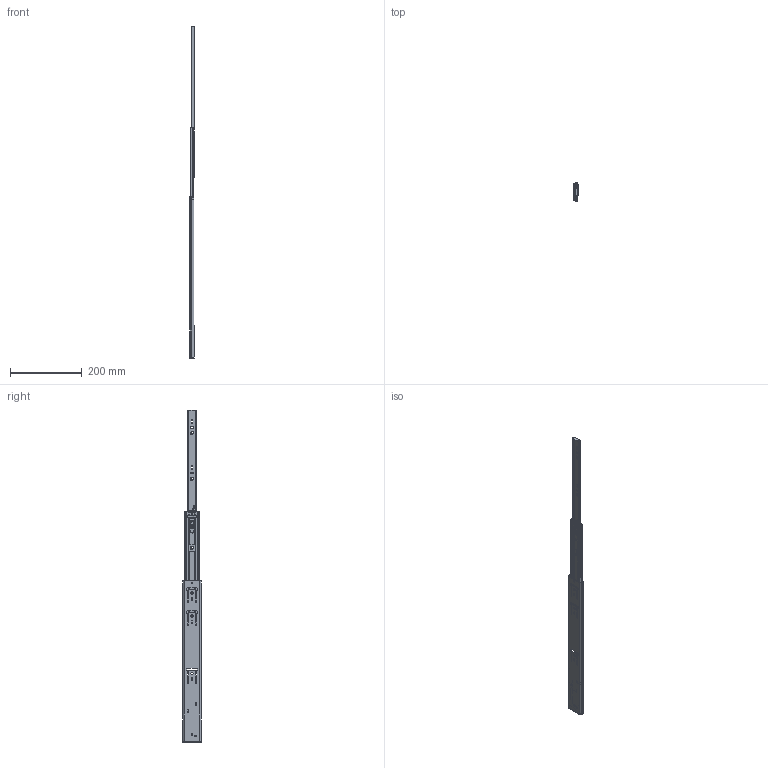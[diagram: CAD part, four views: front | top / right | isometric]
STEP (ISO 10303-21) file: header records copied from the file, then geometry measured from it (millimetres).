
FILE_DESCRIPTION (( 'STEP AP214' ), '1' );
FILE_NAME ('FR_5210.0450mm_18inch_ECD_open.STEP', '2022-10-24T14:51:33', ( '' ), ( '' ), 'SwSTEP 2.0', 'SolidWorks 2020', '' );
FILE_SCHEMA (( 'AUTOMOTIVE_DESIGN' ));
Length unit declared in the file: millimetre
Products named in the file (20): 5210.XXX-03.T031_NL  450; FR5210 TRIGGER; 5210.XXX-02.T031_NL  450; FR5210 MIDDLE STOP; 5210 ECD_5210 ECD Air Open; 5210.XXX-01.T031_NL  450; 5210 ECD Damper_5210 ECD Air Open; FR5210 ECD SLIDER; 5210 ECD Damper Cylinder_5210 Air ECD Damper; 5210 RIVET_5210 Trigger Rivet; ECD Damper Rod; 5210 ECD Rivet; 5210 RIVET_5210 Middle Profile Rivet; FR_5210.0450mm_18inch_ECD_open; FR5210 ECD Base; 5210 RIVET_5210 ECD rivet; 5210.XXX-01.T031_NL  450 AIR OPEN; FR5210 ECD CATCH
Assembly tree (19 placements, depth 5):
  FR_5210.0450mm_18inch_ECD_open
    5210.XXX-01.T031_NL  450 AIR OPEN
      5210.XXX-01.T031_NL  450
      5210 ECD_5210 ECD Air Open
        FR5210 ECD Base
        FR5210 ECD SLIDER
        5210 ECD Damper_5210 ECD Air Open
          5210 ECD Damper Cylinder_5210 Air ECD Damper
          ECD Damper Rod
      5210 ECD Rivet
    5210.XXX-03.T031_NL  450
      5210.XXX-03.T031_NL  450
      FR5210 TRIGGER
      FR5210 ECD CATCH
      5210 RIVET_5210 Trigger Rivet
      5210 RIVET_5210 ECD rivet
    5210.XXX-02.T031_NL  450
      5210.XXX-02.T031_NL  450
      FR5210 MIDDLE STOP
      5210 RIVET_5210 Middle Profile Rivet
Bounding box: 12.95 x 51.9 x 925 mm (x, y, z)
Volume: 136720.5 mm3; surface area: 163341.3 mm2
Topology: 16 solids, 16 shells, 1300 faces, 3523 edges, 2225 vertices
Faces by surface type: plane 616, cylinder 565, torus 60, bspline 33, cone 26
Entity records: 44190 total; most frequent: CARTESIAN_POINT 10625, ORIENTED_EDGE 7012, DIRECTION 6842, EDGE_CURVE 3506, AXIS2_PLACEMENT_3D 2411, VERTEX_POINT 2225, VECTOR 2020, LINE 2020
